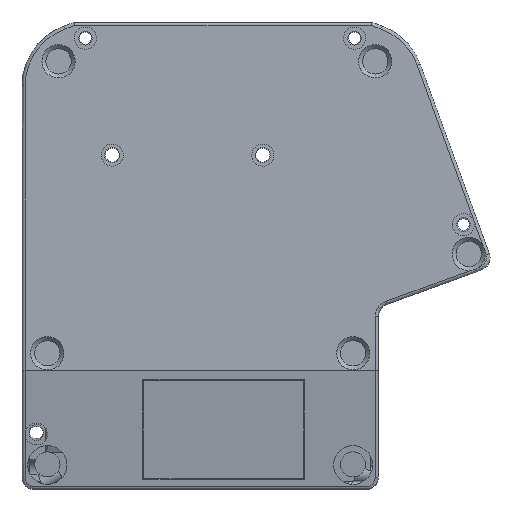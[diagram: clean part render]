
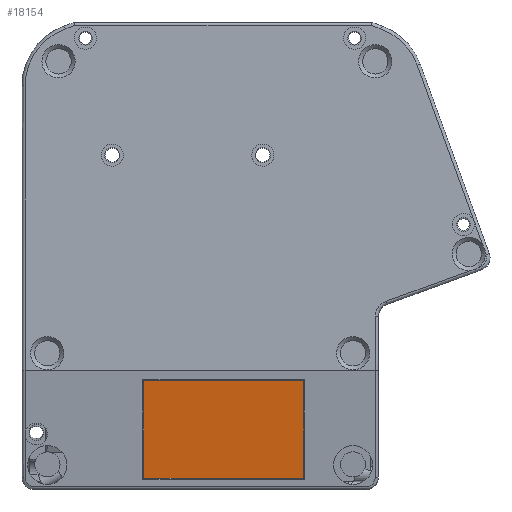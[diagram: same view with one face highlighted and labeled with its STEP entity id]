
A CAD part, front view. The second image highlights one B-rep face of the part: STEP entity #18154.
In plain terms, the highlighted planar face has unit normal (0, -0.988, -0.156).
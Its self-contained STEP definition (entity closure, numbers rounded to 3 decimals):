
#5075 = PLANE('',#5076);
#5076 = AXIS2_PLACEMENT_3D('',#5077,#5078,#5079);
#5077 = CARTESIAN_POINT('',(-164.379,-11.803,
    6.106));
#5078 = DIRECTION('',(0.707,0.698,0.111));
#5079 = DIRECTION('',(0.155,0.,-0.988)
  );
#5103 = PLANE('',#5104);
#5104 = AXIS2_PLACEMENT_3D('',#5105,#5106,#5107);
#5105 = CARTESIAN_POINT('',(-206.104,-4.833,
    -37.901));
#5106 = DIRECTION('',(0.,0.809,-0.588));
#5107 = DIRECTION('',(-1.,0.,0.));
#5131 = PLANE('',#5132);
#5132 = AXIS2_PLACEMENT_3D('',#5133,#5134,#5135);
#5133 = CARTESIAN_POINT('',(-228.768,-14.912,
    25.737));
#5134 = DIRECTION('',(-0.707,0.698,0.111));
#5135 = DIRECTION('',(0.155,0.,0.988)
  );
#5157 = PLANE('',#5158);
#5158 = AXIS2_PLACEMENT_3D('',#5159,#5160,#5161);
#5159 = CARTESIAN_POINT('',(-174.1,-11.111,
    1.737));
#5160 = DIRECTION('',(0.,0.588,0.809));
#5161 = DIRECTION('',(1.,0.,0.));
#12255 = VERTEX_POINT('',#12256);
#12256 = CARTESIAN_POINT('',(-164.569,-10.893,
    1.578));
#12277 = EDGE_CURVE('',#12278,#12255,#12280,.T.);
#12278 = VERTEX_POINT('',#12279);
#12279 = CARTESIAN_POINT('',(-164.569,-4.675,
    -37.683));
#12280 = SURFACE_CURVE('',#12281,(#12285,#12292),.PCURVE_S1.);
#12281 = LINE('',#12282,#12283);
#12282 = CARTESIAN_POINT('',(-164.569,-4.675,
    -37.683));
#12283 = VECTOR('',#12284,1.);
#12284 = DIRECTION('',(0.,-0.156,0.988));
#12285 = PCURVE('',#5075,#12286);
#12286 = DEFINITIONAL_REPRESENTATION('',(#12287),#12291);
#12287 = LINE('',#12288,#12289);
#12288 = CARTESIAN_POINT('',(43.233,9.96));
#12289 = VECTOR('',#12290,1.);
#12290 = DIRECTION('',(-0.976,-0.219));
#12291 = ( GEOMETRIC_REPRESENTATION_CONTEXT(2) 
PARAMETRIC_REPRESENTATION_CONTEXT() REPRESENTATION_CONTEXT('2D SPACE',''
  ) );
#12292 = PCURVE('',#12293,#12298);
#12293 = PLANE('',#12294);
#12294 = AXIS2_PLACEMENT_3D('',#12295,#12296,#12297);
#12295 = CARTESIAN_POINT('',(-196.573,-7.784,
    -18.052));
#12296 = DIRECTION('',(0.,-0.988,-0.156));
#12297 = DIRECTION('',(0.,-0.156,0.988));
#12298 = DEFINITIONAL_REPRESENTATION('',(#12299),#12303);
#12299 = LINE('',#12300,#12301);
#12300 = CARTESIAN_POINT('',(-19.876,-32.004));
#12301 = VECTOR('',#12302,1.);
#12302 = DIRECTION('',(1.,0.));
#12303 = ( GEOMETRIC_REPRESENTATION_CONTEXT(2) 
PARAMETRIC_REPRESENTATION_CONTEXT() REPRESENTATION_CONTEXT('2D SPACE',''
  ) );
#12331 = EDGE_CURVE('',#12332,#12278,#12334,.T.);
#12332 = VERTEX_POINT('',#12333);
#12333 = CARTESIAN_POINT('',(-228.577,-4.675,
    -37.683));
#12334 = SURFACE_CURVE('',#12335,(#12339,#12346),.PCURVE_S1.);
#12335 = LINE('',#12336,#12337);
#12336 = CARTESIAN_POINT('',(-228.577,-4.675,
    -37.683));
#12337 = VECTOR('',#12338,1.);
#12338 = DIRECTION('',(1.,0.,0.));
#12339 = PCURVE('',#5103,#12340);
#12340 = DEFINITIONAL_REPRESENTATION('',(#12341),#12345);
#12341 = LINE('',#12342,#12343);
#12342 = CARTESIAN_POINT('',(22.473,0.269));
#12343 = VECTOR('',#12344,1.);
#12344 = DIRECTION('',(-1.,0.));
#12345 = ( GEOMETRIC_REPRESENTATION_CONTEXT(2) 
PARAMETRIC_REPRESENTATION_CONTEXT() REPRESENTATION_CONTEXT('2D SPACE',''
  ) );
#12346 = PCURVE('',#12293,#12347);
#12347 = DEFINITIONAL_REPRESENTATION('',(#12348),#12352);
#12348 = LINE('',#12349,#12350);
#12349 = CARTESIAN_POINT('',(-19.876,32.004));
#12350 = VECTOR('',#12351,1.);
#12351 = DIRECTION('',(0.,-1.));
#12352 = ( GEOMETRIC_REPRESENTATION_CONTEXT(2) 
PARAMETRIC_REPRESENTATION_CONTEXT() REPRESENTATION_CONTEXT('2D SPACE',''
  ) );
#12378 = EDGE_CURVE('',#12379,#12332,#12381,.T.);
#12379 = VERTEX_POINT('',#12380);
#12380 = CARTESIAN_POINT('',(-228.577,-10.893,
    1.578));
#12381 = SURFACE_CURVE('',#12382,(#12386,#12393),.PCURVE_S1.);
#12382 = LINE('',#12383,#12384);
#12383 = CARTESIAN_POINT('',(-228.577,-10.893,
    1.578));
#12384 = VECTOR('',#12385,1.);
#12385 = DIRECTION('',(0.,0.156,-0.988));
#12386 = PCURVE('',#5131,#12387);
#12387 = DEFINITIONAL_REPRESENTATION('',(#12388),#12392);
#12388 = LINE('',#12389,#12390);
#12389 = CARTESIAN_POINT('',(-23.839,5.616));
#12390 = VECTOR('',#12391,1.);
#12391 = DIRECTION('',(-0.976,0.219));
#12392 = ( GEOMETRIC_REPRESENTATION_CONTEXT(2) 
PARAMETRIC_REPRESENTATION_CONTEXT() REPRESENTATION_CONTEXT('2D SPACE',''
  ) );
#12393 = PCURVE('',#12293,#12394);
#12394 = DEFINITIONAL_REPRESENTATION('',(#12395),#12399);
#12395 = LINE('',#12396,#12397);
#12396 = CARTESIAN_POINT('',(19.876,32.004));
#12397 = VECTOR('',#12398,1.);
#12398 = DIRECTION('',(-1.,0.));
#12399 = ( GEOMETRIC_REPRESENTATION_CONTEXT(2) 
PARAMETRIC_REPRESENTATION_CONTEXT() REPRESENTATION_CONTEXT('2D SPACE',''
  ) );
#12429 = EDGE_CURVE('',#12255,#12379,#12430,.T.);
#12430 = SURFACE_CURVE('',#12431,(#12435,#12442),.PCURVE_S1.);
#12431 = LINE('',#12432,#12433);
#12432 = CARTESIAN_POINT('',(-164.569,-10.893,
    1.578));
#12433 = VECTOR('',#12434,1.);
#12434 = DIRECTION('',(-1.,0.,0.));
#12435 = PCURVE('',#5157,#12436);
#12436 = DEFINITIONAL_REPRESENTATION('',(#12437),#12441);
#12437 = LINE('',#12438,#12439);
#12438 = CARTESIAN_POINT('',(9.531,0.269));
#12439 = VECTOR('',#12440,1.);
#12440 = DIRECTION('',(-1.,0.));
#12441 = ( GEOMETRIC_REPRESENTATION_CONTEXT(2) 
PARAMETRIC_REPRESENTATION_CONTEXT() REPRESENTATION_CONTEXT('2D SPACE',''
  ) );
#12442 = PCURVE('',#12293,#12443);
#12443 = DEFINITIONAL_REPRESENTATION('',(#12444),#12448);
#12444 = LINE('',#12445,#12446);
#12445 = CARTESIAN_POINT('',(19.876,-32.004));
#12446 = VECTOR('',#12447,1.);
#12447 = DIRECTION('',(0.,1.));
#12448 = ( GEOMETRIC_REPRESENTATION_CONTEXT(2) 
PARAMETRIC_REPRESENTATION_CONTEXT() REPRESENTATION_CONTEXT('2D SPACE',''
  ) );
#18154 = ADVANCED_FACE('',(#18155),#12293,.T.);
#18155 = FACE_BOUND('',#18156,.T.);
#18156 = EDGE_LOOP('',(#18157,#18158,#18159,#18160));
#18157 = ORIENTED_EDGE('',*,*,#12429,.T.);
#18158 = ORIENTED_EDGE('',*,*,#12378,.T.);
#18159 = ORIENTED_EDGE('',*,*,#12331,.T.);
#18160 = ORIENTED_EDGE('',*,*,#12277,.T.);
